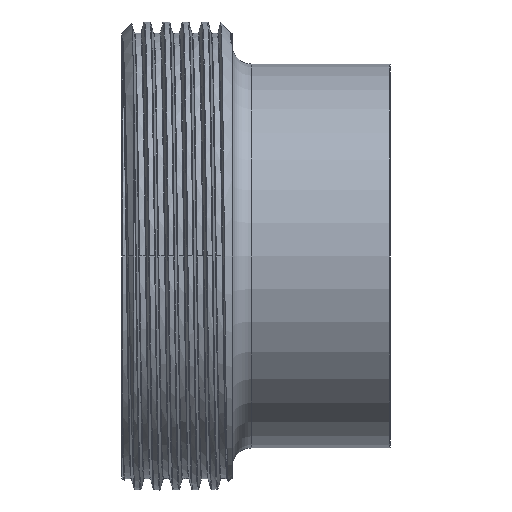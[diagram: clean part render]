
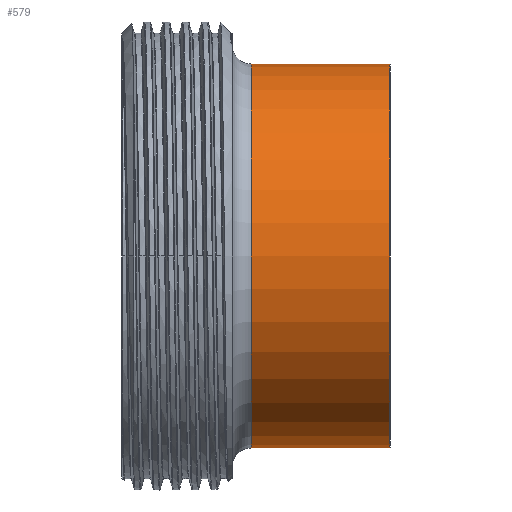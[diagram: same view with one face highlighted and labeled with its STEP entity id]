
A CAD part, front view. The second image highlights one B-rep face of the part: STEP entity #579.
In plain terms, the highlighted cylindrical face has radius 31.75 mm (diameter 63.5 mm), a full revolution.
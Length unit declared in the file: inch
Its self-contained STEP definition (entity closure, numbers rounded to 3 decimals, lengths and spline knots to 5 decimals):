
#43=CYLINDRICAL_SURFACE('',#641,1.25);
#66=FACE_OUTER_BOUND('',#97,.T.);
#97=EDGE_LOOP('',(#497,#498,#499,#500,#501,#502,#503,#504));
#164=CIRCLE('',#637,1.25);
#165=CIRCLE('',#638,1.25);
#166=CIRCLE('',#639,1.25);
#168=CIRCLE('',#642,1.25);
#169=CIRCLE('',#643,1.25);
#170=CIRCLE('',#644,1.25);
#198=LINE('',#7754,#215);
#215=VECTOR('',#752,1.25);
#264=VERTEX_POINT('',#7740);
#265=VERTEX_POINT('',#7742);
#266=VERTEX_POINT('',#7744);
#267=VERTEX_POINT('',#7749);
#268=VERTEX_POINT('',#7750);
#269=VERTEX_POINT('',#7752);
#348=EDGE_CURVE('',#264,#265,#164,.T.);
#349=EDGE_CURVE('',#265,#266,#165,.T.);
#350=EDGE_CURVE('',#266,#264,#166,.T.);
#352=EDGE_CURVE('',#267,#268,#168,.T.);
#353=EDGE_CURVE('',#269,#267,#169,.T.);
#354=EDGE_CURVE('',#269,#266,#198,.T.);
#355=EDGE_CURVE('',#268,#269,#170,.T.);
#497=ORIENTED_EDGE('',*,*,#352,.F.);
#498=ORIENTED_EDGE('',*,*,#353,.F.);
#499=ORIENTED_EDGE('',*,*,#354,.T.);
#500=ORIENTED_EDGE('',*,*,#349,.F.);
#501=ORIENTED_EDGE('',*,*,#348,.F.);
#502=ORIENTED_EDGE('',*,*,#350,.F.);
#503=ORIENTED_EDGE('',*,*,#354,.F.);
#504=ORIENTED_EDGE('',*,*,#355,.F.);
#579=ADVANCED_FACE('',(#66),#43,.T.);
#637=AXIS2_PLACEMENT_3D('',#7743,#738,#739);
#638=AXIS2_PLACEMENT_3D('',#7745,#740,#741);
#639=AXIS2_PLACEMENT_3D('',#7746,#742,#743);
#641=AXIS2_PLACEMENT_3D('',#7748,#746,#747);
#642=AXIS2_PLACEMENT_3D('',#7751,#748,#749);
#643=AXIS2_PLACEMENT_3D('',#7753,#750,#751);
#644=AXIS2_PLACEMENT_3D('',#7755,#753,#754);
#738=DIRECTION('center_axis',(-1.,0.,0.));
#739=DIRECTION('ref_axis',(0.,-1.,0.));
#740=DIRECTION('center_axis',(-1.,0.,0.));
#741=DIRECTION('ref_axis',(0.,-1.,0.));
#742=DIRECTION('center_axis',(-1.,0.,0.));
#743=DIRECTION('ref_axis',(0.,-1.,0.));
#746=DIRECTION('center_axis',(1.,0.,0.));
#747=DIRECTION('ref_axis',(0.,1.,0.));
#748=DIRECTION('center_axis',(1.,0.,0.));
#749=DIRECTION('ref_axis',(0.,-1.,0.));
#750=DIRECTION('center_axis',(1.,0.,0.));
#751=DIRECTION('ref_axis',(0.,-1.,0.));
#752=DIRECTION('',(-1.,0.,0.));
#753=DIRECTION('center_axis',(1.,0.,0.));
#754=DIRECTION('ref_axis',(0.,-1.,0.));
#7740=CARTESIAN_POINT('',(0.844,0.,1.25));
#7742=CARTESIAN_POINT('',(0.844,1.25,0.));
#7743=CARTESIAN_POINT('Origin',(0.844,0.,0.));
#7744=CARTESIAN_POINT('',(0.844,-1.25,0.));
#7745=CARTESIAN_POINT('Origin',(0.844,0.,0.));
#7746=CARTESIAN_POINT('Origin',(0.844,0.,0.));
#7748=CARTESIAN_POINT('Origin',(1.2345,0.,0.));
#7749=CARTESIAN_POINT('',(1.745,1.25,0.));
#7750=CARTESIAN_POINT('',(1.745,0.,1.25));
#7751=CARTESIAN_POINT('Origin',(1.745,0.,0.));
#7752=CARTESIAN_POINT('',(1.745,-1.25,0.));
#7753=CARTESIAN_POINT('Origin',(1.745,0.,0.));
#7754=CARTESIAN_POINT('',(1.2345,-1.25,0.));
#7755=CARTESIAN_POINT('Origin',(1.745,0.,0.));
